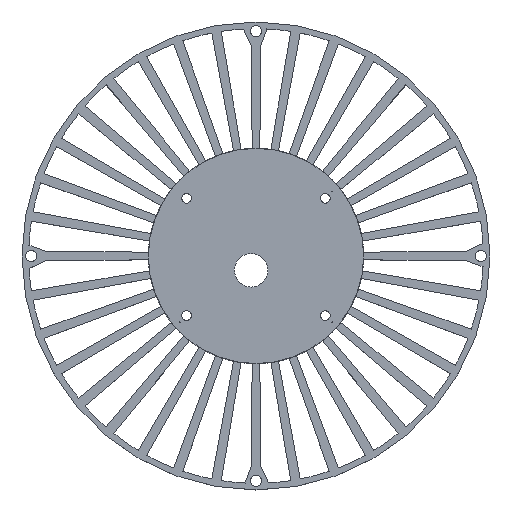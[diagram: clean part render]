
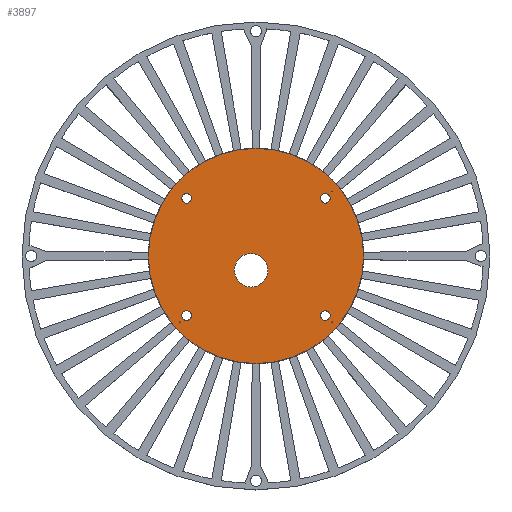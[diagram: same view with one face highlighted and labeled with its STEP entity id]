
A CAD part, top view. The second image highlights one B-rep face of the part: STEP entity #3897.
In plain terms, the highlighted planar face has unit normal (0, 0, 1).
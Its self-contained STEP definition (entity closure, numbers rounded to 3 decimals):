
#75=FACE_BOUND('',#724,.T.);
#76=FACE_BOUND('',#725,.T.);
#77=FACE_BOUND('',#726,.T.);
#78=FACE_BOUND('',#727,.T.);
#79=FACE_BOUND('',#728,.T.);
#80=FACE_BOUND('',#729,.T.);
#81=FACE_BOUND('',#730,.T.);
#82=FACE_BOUND('',#731,.T.);
#85=CIRCLE('',#3918,22.5);
#211=CIRCLE('',#4076,3.5);
#226=CIRCLE('',#4097,1.);
#229=CIRCLE('',#4103,1.);
#235=CIRCLE('',#4114,1.);
#238=CIRCLE('',#4121,1.);
#274=CIRCLE('',#4259,2.);
#275=CIRCLE('',#4262,2.);
#276=CIRCLE('',#4269,2.);
#498=FACE_OUTER_BOUND('',#723,.T.);
#723=EDGE_LOOP('',(#3610));
#724=EDGE_LOOP('',(#3611));
#725=EDGE_LOOP('',(#3612));
#726=EDGE_LOOP('',(#3613));
#727=EDGE_LOOP('',(#3614));
#728=EDGE_LOOP('',(#3615));
#729=EDGE_LOOP('',(#3616,#3617,#3618));
#730=EDGE_LOOP('',(#3619,#3620,#3621));
#731=EDGE_LOOP('',(#3622,#3623,#3624));
#1103=LINE('',#6477,#1488);
#1108=LINE('',#6488,#1493);
#1110=LINE('',#6493,#1495);
#1113=LINE('',#6498,#1498);
#1114=LINE('',#6500,#1499);
#1115=LINE('',#6502,#1500);
#1488=VECTOR('',#5342,10.);
#1493=VECTOR('',#5353,10.);
#1495=VECTOR('',#5357,10.);
#1498=VECTOR('',#5362,10.);
#1499=VECTOR('',#5365,10.);
#1500=VECTOR('',#5368,10.);
#1514=VERTEX_POINT('',#5405);
#1782=VERTEX_POINT('',#6044);
#1803=VERTEX_POINT('',#6095);
#1806=VERTEX_POINT('',#6105);
#1812=VERTEX_POINT('',#6125);
#1815=VERTEX_POINT('',#6137);
#1879=VERTEX_POINT('',#6468);
#1880=VERTEX_POINT('',#6470);
#1881=VERTEX_POINT('',#6475);
#1882=VERTEX_POINT('',#6479);
#1883=VERTEX_POINT('',#6481);
#1884=VERTEX_POINT('',#6486);
#1885=VERTEX_POINT('',#6490);
#1886=VERTEX_POINT('',#6492);
#1887=VERTEX_POINT('',#6496);
#1900=EDGE_CURVE('',#1514,#1514,#85,.T.);
#2240=EDGE_CURVE('',#1782,#1782,#211,.T.);
#2263=EDGE_CURVE('',#1803,#1803,#226,.T.);
#2267=EDGE_CURVE('',#1806,#1806,#229,.T.);
#2276=EDGE_CURVE('',#1812,#1812,#235,.T.);
#2281=EDGE_CURVE('',#1815,#1815,#238,.T.);
#2447=EDGE_CURVE('',#1880,#1879,#274,.T.);
#2451=EDGE_CURVE('',#1879,#1881,#1103,.T.);
#2453=EDGE_CURVE('',#1883,#1882,#275,.T.);
#2457=EDGE_CURVE('',#1882,#1884,#1108,.T.);
#2459=EDGE_CURVE('',#1886,#1885,#1110,.T.);
#2462=EDGE_CURVE('',#1885,#1887,#1113,.T.);
#2463=EDGE_CURVE('',#1881,#1880,#1114,.T.);
#2464=EDGE_CURVE('',#1884,#1883,#1115,.T.);
#2465=EDGE_CURVE('',#1887,#1886,#276,.T.);
#3610=ORIENTED_EDGE('',*,*,#1900,.T.);
#3611=ORIENTED_EDGE('',*,*,#2267,.T.);
#3612=ORIENTED_EDGE('',*,*,#2281,.T.);
#3613=ORIENTED_EDGE('',*,*,#2276,.T.);
#3614=ORIENTED_EDGE('',*,*,#2263,.T.);
#3615=ORIENTED_EDGE('',*,*,#2240,.T.);
#3616=ORIENTED_EDGE('',*,*,#2451,.T.);
#3617=ORIENTED_EDGE('',*,*,#2463,.T.);
#3618=ORIENTED_EDGE('',*,*,#2447,.T.);
#3619=ORIENTED_EDGE('',*,*,#2457,.T.);
#3620=ORIENTED_EDGE('',*,*,#2464,.T.);
#3621=ORIENTED_EDGE('',*,*,#2453,.T.);
#3622=ORIENTED_EDGE('',*,*,#2462,.T.);
#3623=ORIENTED_EDGE('',*,*,#2465,.T.);
#3624=ORIENTED_EDGE('',*,*,#2459,.T.);
#3732=PLANE('',#4270);
#3897=ADVANCED_FACE('',(#498,#75,#76,#77,#78,#79,#80,#81,#82),#3732,.T.);
#3918=AXIS2_PLACEMENT_3D('',#5406,#4295,#4296);
#4076=AXIS2_PLACEMENT_3D('',#6046,#4825,#4826);
#4097=AXIS2_PLACEMENT_3D('',#6096,#4875,#4876);
#4103=AXIS2_PLACEMENT_3D('',#6106,#4888,#4889);
#4114=AXIS2_PLACEMENT_3D('',#6126,#4913,#4914);
#4121=AXIS2_PLACEMENT_3D('',#6138,#4929,#4930);
#4259=AXIS2_PLACEMENT_3D('',#6471,#5335,#5336);
#4262=AXIS2_PLACEMENT_3D('',#6482,#5346,#5347);
#4269=AXIS2_PLACEMENT_3D('',#6504,#5371,#5372);
#4270=AXIS2_PLACEMENT_3D('',#6506,#5374,#5375);
#4295=DIRECTION('center_axis',(0.,0.,1.));
#4296=DIRECTION('ref_axis',(1.,0.,0.));
#4825=DIRECTION('center_axis',(0.,0.,-1.));
#4826=DIRECTION('ref_axis',(1.,0.,0.));
#4875=DIRECTION('center_axis',(0.,0.,-1.));
#4876=DIRECTION('ref_axis',(1.,0.,0.));
#4888=DIRECTION('center_axis',(0.,0.,-1.));
#4889=DIRECTION('ref_axis',(1.,0.,0.));
#4913=DIRECTION('center_axis',(0.,0.,-1.));
#4914=DIRECTION('ref_axis',(1.,0.,0.));
#4929=DIRECTION('center_axis',(0.,0.,-1.));
#4930=DIRECTION('ref_axis',(1.,0.,0.));
#5335=DIRECTION('center_axis',(0.,0.,1.));
#5336=DIRECTION('ref_axis',(1.,0.,0.));
#5342=DIRECTION('',(-1.,0.,0.));
#5346=DIRECTION('center_axis',(0.,0.,1.));
#5347=DIRECTION('ref_axis',(1.,0.,0.));
#5353=DIRECTION('',(1.,0.,0.));
#5357=DIRECTION('',(0.,-1.,0.));
#5362=DIRECTION('',(-1.,0.,0.));
#5365=DIRECTION('',(0.,1.,0.));
#5368=DIRECTION('',(0.,-1.,0.));
#5371=DIRECTION('center_axis',(0.,0.,1.));
#5372=DIRECTION('ref_axis',(1.,0.,0.));
#5374=DIRECTION('center_axis',(0.,0.,1.));
#5375=DIRECTION('ref_axis',(1.,0.,0.));
#5405=CARTESIAN_POINT('',(-22.5,0.,9.));
#5406=CARTESIAN_POINT('Origin',(0.,0.,9.));
#6044=CARTESIAN_POINT('',(-4.51,-3.,9.));
#6046=CARTESIAN_POINT('Origin',(-1.01,-3.,9.));
#6095=CARTESIAN_POINT('',(-15.51,-12.461,9.));
#6096=CARTESIAN_POINT('Origin',(-14.51,-12.461,9.));
#6105=CARTESIAN_POINT('',(13.49,12.039,9.));
#6106=CARTESIAN_POINT('Origin',(14.49,12.039,9.));
#6125=CARTESIAN_POINT('',(-15.51,12.039,9.));
#6126=CARTESIAN_POINT('Origin',(-14.51,12.039,9.));
#6137=CARTESIAN_POINT('',(13.49,-12.461,9.));
#6138=CARTESIAN_POINT('Origin',(14.49,-12.461,9.));
#6468=CARTESIAN_POINT('',(-15.833,-13.961,9.));
#6470=CARTESIAN_POINT('',(-16.01,-13.784,9.));
#6471=CARTESIAN_POINT('Origin',(-14.51,-12.461,9.));
#6475=CARTESIAN_POINT('',(-16.01,-13.961,9.));
#6477=CARTESIAN_POINT('',(-16.01,-13.961,9.));
#6479=CARTESIAN_POINT('',(15.812,13.539,9.));
#6481=CARTESIAN_POINT('',(15.99,13.362,9.));
#6482=CARTESIAN_POINT('Origin',(14.49,12.039,9.));
#6486=CARTESIAN_POINT('',(15.99,13.539,9.));
#6488=CARTESIAN_POINT('',(15.99,13.539,9.));
#6490=CARTESIAN_POINT('',(15.99,-13.961,9.));
#6492=CARTESIAN_POINT('',(15.99,-13.784,9.));
#6493=CARTESIAN_POINT('',(15.99,-13.961,9.));
#6496=CARTESIAN_POINT('',(15.812,-13.961,9.));
#6498=CARTESIAN_POINT('',(-16.01,-13.961,9.));
#6500=CARTESIAN_POINT('',(-16.01,13.539,9.));
#6502=CARTESIAN_POINT('',(15.99,-13.961,9.));
#6504=CARTESIAN_POINT('Origin',(14.49,-12.461,9.));
#6506=CARTESIAN_POINT('Origin',(0.,0.,9.));
